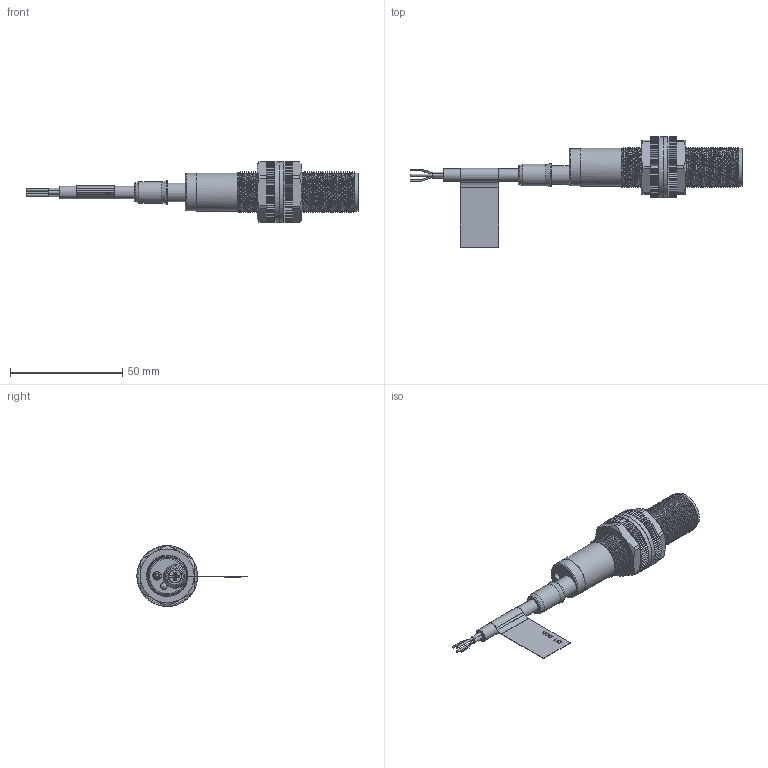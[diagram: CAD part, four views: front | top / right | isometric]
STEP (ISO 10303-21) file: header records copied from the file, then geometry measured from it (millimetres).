
FILE_DESCRIPTION(/* description */ ('Unknown'),/* implementation_level */ '2;1');
FILE_NAME(/* name */ '_VBI-C18-73S',/* time_stamp */ '2022-04-20T13:21:19+05:00',/* author */ ('Unknown'),/* organization */ ('Unknown'),/* preprocessor_version */ 'ST-DEVELOPER v16.7',/* originating_system */ 'Solid Edge',/* authorisation */ 'Unknown');
FILE_SCHEMA (('AUTOMOTIVE_DESIGN {1 0 10303 214 3 1 1}'));
Length unit declared in the file: millimetre
Products named in the file (18): ﾂﾁﾈ-ﾖ18-73(82)ﾑ-1ﾕﾕﾕ..; À0.083 Êîðïóñ; Á0.142 Êðûøêà (òèï Ñ); Ý6.025-03 Êàáåëü; L-34ID êðàñíûé íîæêè 6 ìì; Êîëüöî 13,0õ1,0 (013-015-10); Ýòèêåòêà 70õ17 äëÿ ÂÁÈ-Ì12 íà êàáåëü; ﾊ1.009; 11.432.000 ﾂﾁﾈ-ﾖ18-73ﾂ-1ﾕﾕﾕ-ﾑ; Ä1.008 Äåðæàòåëü (Ì18-öàíãà-1); 11.684.000 ﾂﾁﾈ-ﾌ18-46ﾕ-ﾕ1113-ﾑ.51; 11.311.101 êàòóøêà èíäóêòèâíîñòè; À4.014 Êàðêàñ êàòóøêè; ×àøêà ×14; ﾊ3.004; Ðåçèñòîð TSR 3266W-472, 4,7êÎì, 0,25Âò Suntan; 暑朦鲱 疣龛痼邋; Â0.098 Óïëîòíåíèå íà øòóöåð 
Assembly tree (19 placements, depth 4):
  ﾂﾁﾈ-ﾖ18-73(82)ﾑ-1ﾕﾕﾕ..
    À0.083 Êîðïóñ
    Á0.142 Êðûøêà (òèï Ñ)
    Ý6.025-03 Êàáåëü
    L-34ID êðàñíûé íîæêè 6 ìì
    Êîëüöî 13,0õ1,0 (013-015-10)
    Ýòèêåòêà 70õ17 äëÿ ÂÁÈ-Ì12 íà êàáåëü
    ﾊ1.009  x2
    11.432.000 ﾂﾁﾈ-ﾖ18-73ﾂ-1ﾕﾕﾕ-ﾑ
      Ä1.008 Äåðæàòåëü (Ì18-öàíãà-1)
      11.684.000 ﾂﾁﾈ-ﾌ18-46ﾕ-ﾕ1113-ﾑ.51
      11.311.101 êàòóøêà èíäóêòèâíîñòè
        À4.014 Êàðêàñ êàòóøêè
        ×àøêà ×14
    ﾊ3.004  x2
    Ðåçèñòîð TSR 3266W-472, 4,7êÎì, 0,25Âò Suntan
    暑朦鲱 疣龛痼邋
    Â0.098 Óïëîòíåíèå íà øòóöåð 
Bounding box: 148 x 49.11 x 27.14 mm (x, y, z)
Volume: 15634.5 mm3; surface area: 24332.9 mm2
Topology: 19 solids, 19 shells, 819 faces, 2087 edges, 1353 vertices
Faces by surface type: plane 629, cylinder 128, cone 33, bspline 18, torus 10, sphere 1
Full cylindrical faces by diameter (mm): 0.5 x4, 0.9 x2, 1 x2, 1.5 x1, 1.8 x1, 2.4 x1, 3 x3, 3.55 x1, 5.6 x1, 5.8 x1, 6 x1, 6.1 x1, 7 x1, 7.1 x1, 7.4 x2, 7.8 x2, 8 x3, 8.4 x4, 9.6 x1, 10.5 x1, 11.6 x1, 13 x1, 13.6 x1, 15.1 x3, 15.294 x2, 15.3 x1, 16.7 x1, 16.9 x2, 18 x2, 18.5 x6
Entity records: 25289 total; most frequent: CARTESIAN_POINT 9067, DIRECTION 2758, ORIENTED_EDGE 2730, EDGE_CURVE 1365, LINE 1026, VECTOR 1026, VERTEX_POINT 933, AXIS2_PLACEMENT_3D 866
